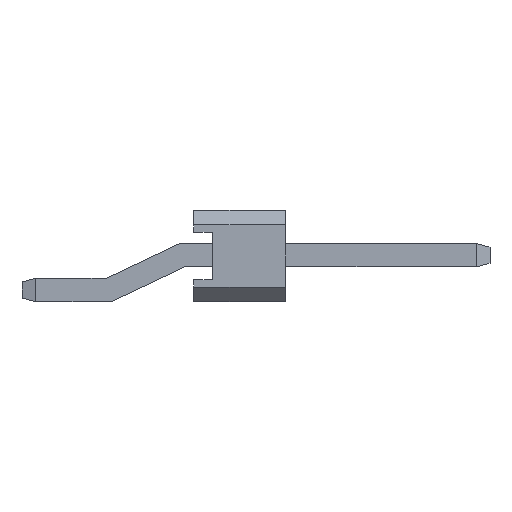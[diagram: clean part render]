
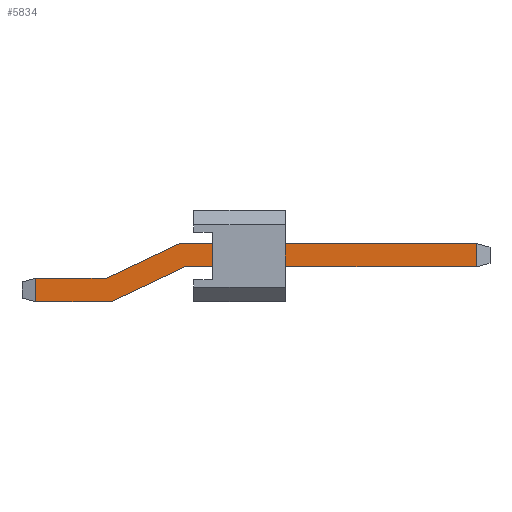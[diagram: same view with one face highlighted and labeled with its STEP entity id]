
A CAD part, front view. The second image highlights one B-rep face of the part: STEP entity #5834.
In plain terms, the highlighted planar face has unit normal (0, -1, 0).
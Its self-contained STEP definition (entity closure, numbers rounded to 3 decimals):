
#70=FACE_OUTER_BOUND('',#422,.T.);
#422=EDGE_LOOP('',(#3853,#3854,#3855,#3856,#3857,#3858,#3859,#3860));
#771=LINE('',#8125,#1607);
#780=LINE('',#8143,#1616);
#790=LINE('',#8163,#1626);
#793=LINE('',#8169,#1629);
#795=LINE('',#8174,#1631);
#796=LINE('',#8175,#1632);
#797=LINE('',#8177,#1633);
#798=LINE('',#8178,#1634);
#1607=VECTOR('',#6580,10.);
#1616=VECTOR('',#6593,10.);
#1626=VECTOR('',#6611,10.);
#1629=VECTOR('',#6618,10.);
#1631=VECTOR('',#6624,10.);
#1632=VECTOR('',#6625,10.);
#1633=VECTOR('',#6626,10.);
#1634=VECTOR('',#6627,10.);
#2434=VERTEX_POINT('',#8105);
#2437=VERTEX_POINT('',#8113);
#2447=VERTEX_POINT('',#8142);
#2448=VERTEX_POINT('',#8147);
#2453=VERTEX_POINT('',#8158);
#2454=VERTEX_POINT('',#8168);
#2455=VERTEX_POINT('',#8173);
#2456=VERTEX_POINT('',#8176);
#2971=EDGE_CURVE('',#2434,#2437,#771,.T.);
#2980=EDGE_CURVE('',#2447,#2437,#780,.T.);
#2990=EDGE_CURVE('',#2448,#2453,#790,.T.);
#2993=EDGE_CURVE('',#2454,#2453,#793,.T.);
#2995=EDGE_CURVE('',#2434,#2455,#795,.T.);
#2996=EDGE_CURVE('',#2455,#2454,#796,.T.);
#2997=EDGE_CURVE('',#2448,#2456,#797,.T.);
#2998=EDGE_CURVE('',#2456,#2447,#798,.T.);
#3853=ORIENTED_EDGE('',*,*,#2971,.F.);
#3854=ORIENTED_EDGE('',*,*,#2995,.T.);
#3855=ORIENTED_EDGE('',*,*,#2996,.T.);
#3856=ORIENTED_EDGE('',*,*,#2993,.T.);
#3857=ORIENTED_EDGE('',*,*,#2990,.F.);
#3858=ORIENTED_EDGE('',*,*,#2997,.T.);
#3859=ORIENTED_EDGE('',*,*,#2998,.T.);
#3860=ORIENTED_EDGE('',*,*,#2980,.T.);
#5482=PLANE('',#6221);
#5834=ADVANCED_FACE('',(#70),#5482,.T.);
#6221=AXIS2_PLACEMENT_3D('',#8172,#6622,#6623);
#6580=DIRECTION('',(0.,0.,1.));
#6593=DIRECTION('',(-1.,0.,0.));
#6611=DIRECTION('',(0.,0.,-1.));
#6618=DIRECTION('',(1.,0.,0.));
#6622=DIRECTION('center_axis',(0.,-1.,0.));
#6623=DIRECTION('ref_axis',(0.,0.,-1.));
#6624=DIRECTION('',(1.,0.,0.));
#6625=DIRECTION('',(0.903,0.,0.429));
#6626=DIRECTION('',(-1.,0.,0.));
#6627=DIRECTION('',(-0.903,0.,-0.429));
#8105=CARTESIAN_POINT('',(0.373,-0.32,0.));
#8113=CARTESIAN_POINT('',(0.373,-0.32,0.64));
#8125=CARTESIAN_POINT('',(0.373,-0.32,0.398));
#8142=CARTESIAN_POINT('',(2.3,-0.32,0.64));
#8143=CARTESIAN_POINT('',(0.,-0.32,0.64));
#8147=CARTESIAN_POINT('',(12.427,-0.32,1.59));
#8158=CARTESIAN_POINT('',(12.427,-0.32,0.95));
#8163=CARTESIAN_POINT('',(12.427,-0.32,1.193));
#8168=CARTESIAN_POINT('',(4.444,-0.32,0.95));
#8169=CARTESIAN_POINT('',(4.444,-0.32,0.95));
#8172=CARTESIAN_POINT('Origin',(6.4,-0.32,0.795));
#8173=CARTESIAN_POINT('',(2.444,-0.32,0.));
#8174=CARTESIAN_POINT('',(0.,-0.32,0.));
#8175=CARTESIAN_POINT('',(2.444,-0.32,0.));
#8176=CARTESIAN_POINT('',(4.3,-0.32,1.59));
#8177=CARTESIAN_POINT('',(4.3,-0.32,1.59));
#8178=CARTESIAN_POINT('',(2.3,-0.32,0.64));
